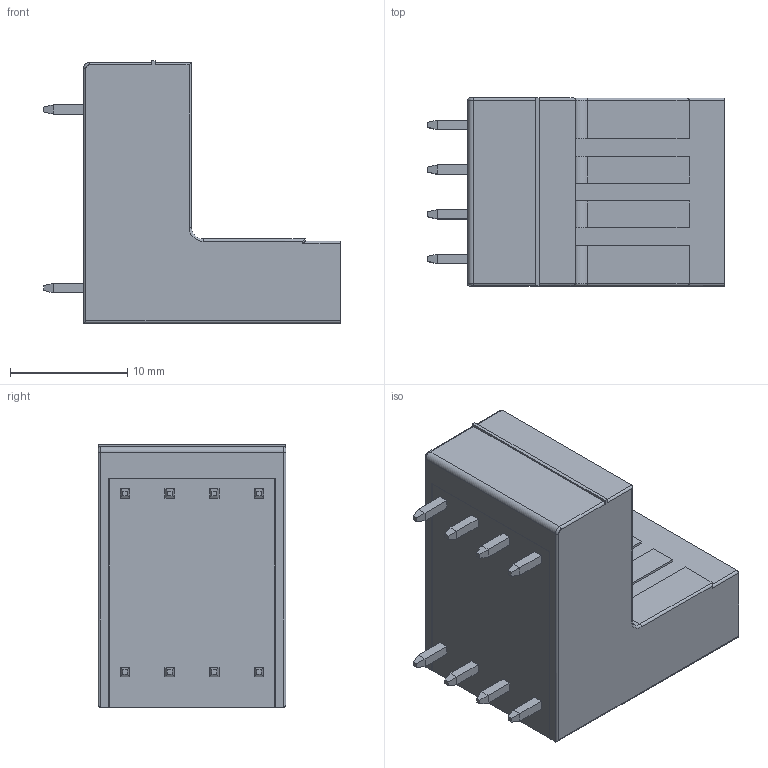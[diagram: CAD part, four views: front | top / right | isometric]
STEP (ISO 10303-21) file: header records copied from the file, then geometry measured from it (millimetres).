
FILE_DESCRIPTION( ( 'STEP AP214' ), '1' );
FILE_NAME( 'ME540-38108-20181004.stp', '2023-03-15T03:42:03', ( ' ' ), ( ' ' ), 'XStep 1.0', ' ', ' ' );
FILE_SCHEMA( ( 'CONFIG_CONTROL_DESIGN) ( )' ) );
Length unit declared in the file: metre
Products named in the file (1): 1
Bounding box: 25.3 x 16.03 x 22.4 mm (x, y, z)
Volume: 3723.4 mm3; surface area: 3886.6 mm2
Topology: 1 solids, 1 shells, 491 faces, 1249 edges, 788 vertices
Faces by surface type: plane 450, cylinder 37, torus 4
Full cylindrical faces by diameter (mm): 2 x8
Entity records: 18221 total; most frequent: CARTESIAN_POINT 2505, ORIENTED_EDGE 2466, DIRECTION 2295, EDGE_CURVE 1233, LINE 1155, VECTOR 1155, VERTEX_POINT 780, AXIS2_PLACEMENT_3D 570
